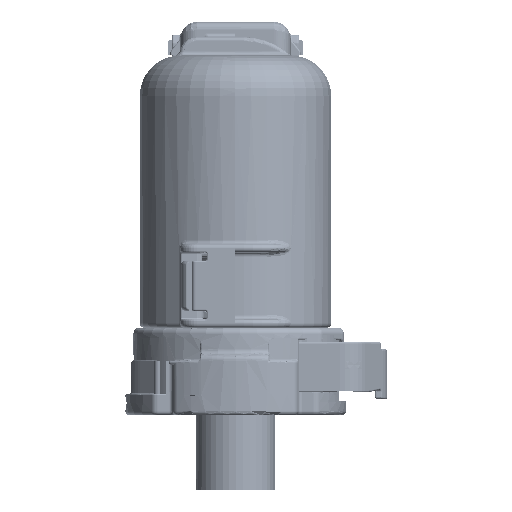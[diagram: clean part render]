
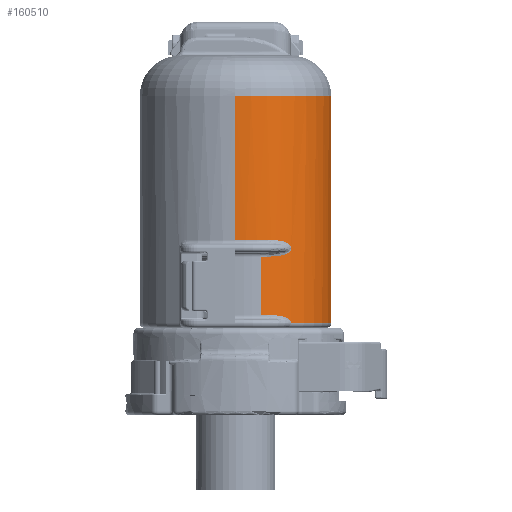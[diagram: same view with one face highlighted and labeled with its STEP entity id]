
A CAD part, left-side view. The second image highlights one B-rep face of the part: STEP entity #160510.
In plain terms, the highlighted cylindrical face has radius 11.5 mm (diameter 23 mm), a partial arc.
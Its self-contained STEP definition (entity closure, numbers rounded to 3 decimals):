
#160340=AXIS2_PLACEMENT_3D('Circle Axis2P3D',#160338,#160339,$) ;
#160385=AXIS2_PLACEMENT_3D('Cylinder Axis2P3D',#160382,#160383,#160384) ;
#160407=AXIS2_PLACEMENT_3D('Circle Axis2P3D',#160405,#160406,$) ;
#160452=AXIS2_PLACEMENT_3D('Circle Axis2P3D',#160450,#160451,$) ;
#160466=AXIS2_PLACEMENT_3D('Circle Axis2P3D',#160464,#160465,$) ;
#160492=AXIS2_PLACEMENT_3D('Circle Axis2P3D',#160490,#160491,$) ;
#154138=CARTESIAN_POINT('Vertex',(6.13,-6.992,5.6)) ;
#154166=CARTESIAN_POINT('Vertex',(6.13,-6.992,3.578)) ;
#154169=CARTESIAN_POINT('Line Origine',(6.13,-6.992,-5.455)) ;
#154345=CARTESIAN_POINT('Vertex',(6.13,-6.992,-21.6)) ;
#154359=CARTESIAN_POINT('Vertex',(6.13,-6.992,-3.578)) ;
#154362=CARTESIAN_POINT('Line Origine',(6.13,-6.992,-8.25)) ;
#160335=CARTESIAN_POINT('Vertex',(-14.5,0.,5.6)) ;
#160338=CARTESIAN_POINT('Axis2P3D Location',(-3.,0.,5.6)) ;
#160382=CARTESIAN_POINT('Axis2P3D Location',(-3.,0.,-5.8)) ;
#160388=CARTESIAN_POINT('Control Point',(6.13,-6.992,-3.578)) ;
#160389=CARTESIAN_POINT('Control Point',(5.901,-7.292,-2.885)) ;
#160390=CARTESIAN_POINT('Control Point',(5.705,-7.522,-2.149)) ;
#160391=CARTESIAN_POINT('Control Point',(5.562,-7.677,-1.374)) ;
#160392=CARTESIAN_POINT('Control Point',(5.447,-7.804,0.135)) ;
#160393=CARTESIAN_POINT('Control Point',(5.611,-7.623,1.629)) ;
#160394=CARTESIAN_POINT('Control Point',(5.748,-7.471,2.31)) ;
#160395=CARTESIAN_POINT('Control Point',(5.926,-7.259,2.961)) ;
#160396=CARTESIAN_POINT('Control Point',(6.13,-6.992,3.578)) ;
#160398=CARTESIAN_POINT('Line Origine',(-14.5,0.,-5.8)) ;
#160402=CARTESIAN_POINT('Vertex',(-14.5,0.,-11.6)) ;
#160405=CARTESIAN_POINT('Axis2P3D Location',(-3.,0.,-11.6)) ;
#160409=CARTESIAN_POINT('Vertex',(-13.865,-3.768,-11.6)) ;
#160413=CARTESIAN_POINT('Control Point',(-12.359,-6.683,-12.6)) ;
#160414=CARTESIAN_POINT('Control Point',(-12.359,-6.683,-12.495)) ;
#160415=CARTESIAN_POINT('Control Point',(-12.379,-6.655,-12.389)) ;
#160416=CARTESIAN_POINT('Control Point',(-12.416,-6.602,-12.303)) ;
#160417=CARTESIAN_POINT('Control Point',(-12.504,-6.477,-12.146)) ;
#160418=CARTESIAN_POINT('Control Point',(-12.606,-6.324,-12.033)) ;
#160419=CARTESIAN_POINT('Control Point',(-12.661,-6.239,-11.982)) ;
#160420=CARTESIAN_POINT('Control Point',(-12.805,-6.014,-11.867)) ;
#160421=CARTESIAN_POINT('Control Point',(-12.947,-5.775,-11.789)) ;
#160422=CARTESIAN_POINT('Control Point',(-13.032,-5.625,-11.75)) ;
#160423=CARTESIAN_POINT('Control Point',(-13.278,-5.176,-11.657)) ;
#160424=CARTESIAN_POINT('Control Point',(-13.499,-4.711,-11.618)) ;
#160425=CARTESIAN_POINT('Control Point',(-13.633,-4.4,-11.605)) ;
#160426=CARTESIAN_POINT('Control Point',(-13.755,-4.085,-11.6)) ;
#160427=CARTESIAN_POINT('Control Point',(-13.865,-3.768,-11.6)) ;
#160428=CARTESIAN_POINT('Vertex',(-12.359,-6.683,-12.6)) ;
#160432=CARTESIAN_POINT('Control Point',(-13.865,-3.768,-13.6)) ;
#160433=CARTESIAN_POINT('Control Point',(-13.747,-4.11,-13.6)) ;
#160434=CARTESIAN_POINT('Control Point',(-13.614,-4.448,-13.595)) ;
#160435=CARTESIAN_POINT('Control Point',(-13.469,-4.781,-13.579)) ;
#160436=CARTESIAN_POINT('Control Point',(-13.24,-5.252,-13.535)) ;
#160437=CARTESIAN_POINT('Control Point',(-12.986,-5.706,-13.429)) ;
#160438=CARTESIAN_POINT('Control Point',(-12.909,-5.839,-13.391)) ;
#160439=CARTESIAN_POINT('Control Point',(-12.764,-6.08,-13.306)) ;
#160440=CARTESIAN_POINT('Control Point',(-12.618,-6.306,-13.18)) ;
#160441=CARTESIAN_POINT('Control Point',(-12.551,-6.407,-13.111)) ;
#160442=CARTESIAN_POINT('Control Point',(-12.455,-6.548,-12.986)) ;
#160443=CARTESIAN_POINT('Control Point',(-12.386,-6.645,-12.809)) ;
#160444=CARTESIAN_POINT('Control Point',(-12.368,-6.67,-12.743)) ;
#160445=CARTESIAN_POINT('Control Point',(-12.359,-6.683,-12.672)) ;
#160446=CARTESIAN_POINT('Control Point',(-12.359,-6.683,-12.6)) ;
#160447=CARTESIAN_POINT('Vertex',(-13.865,-3.768,-13.6)) ;
#160450=CARTESIAN_POINT('Axis2P3D Location',(-3.,0.,-13.6)) ;
#160454=CARTESIAN_POINT('Vertex',(-14.074,-3.101,-13.6)) ;
#160457=CARTESIAN_POINT('Line Origine',(-14.074,-3.101,-5.8)) ;
#160461=CARTESIAN_POINT('Vertex',(-14.074,-3.101,-20.6)) ;
#160464=CARTESIAN_POINT('Axis2P3D Location',(-3.,0.,-20.6)) ;
#160468=CARTESIAN_POINT('Vertex',(-13.865,-3.768,-20.6)) ;
#160472=CARTESIAN_POINT('Control Point',(-13.865,-3.768,-20.6)) ;
#160473=CARTESIAN_POINT('Control Point',(-13.747,-4.11,-20.6)) ;
#160474=CARTESIAN_POINT('Control Point',(-13.614,-4.448,-20.605)) ;
#160475=CARTESIAN_POINT('Control Point',(-13.469,-4.781,-20.621)) ;
#160476=CARTESIAN_POINT('Control Point',(-13.24,-5.252,-20.665)) ;
#160477=CARTESIAN_POINT('Control Point',(-12.986,-5.706,-20.771)) ;
#160478=CARTESIAN_POINT('Control Point',(-12.909,-5.839,-20.809)) ;
#160479=CARTESIAN_POINT('Control Point',(-12.764,-6.08,-20.894)) ;
#160480=CARTESIAN_POINT('Control Point',(-12.618,-6.306,-21.02)) ;
#160481=CARTESIAN_POINT('Control Point',(-12.551,-6.407,-21.089)) ;
#160482=CARTESIAN_POINT('Control Point',(-12.455,-6.548,-21.214)) ;
#160483=CARTESIAN_POINT('Control Point',(-12.386,-6.645,-21.391)) ;
#160484=CARTESIAN_POINT('Control Point',(-12.368,-6.67,-21.457)) ;
#160485=CARTESIAN_POINT('Control Point',(-12.359,-6.683,-21.528)) ;
#160486=CARTESIAN_POINT('Control Point',(-12.359,-6.683,-21.6)) ;
#160487=CARTESIAN_POINT('Vertex',(-12.359,-6.683,-21.6)) ;
#160490=CARTESIAN_POINT('Axis2P3D Location',(-3.,0.,-21.6)) ;
#154170=DIRECTION('Vector Direction',(0.,0.,1.)) ;
#154363=DIRECTION('Vector Direction',(0.,0.,-1.)) ;
#160339=DIRECTION('Axis2P3D Direction',(0.,0.,-1.)) ;
#160383=DIRECTION('Axis2P3D Direction',(0.,0.,1.)) ;
#160384=DIRECTION('Axis2P3D XDirection',(-1.,0.,0.)) ;
#160399=DIRECTION('Vector Direction',(0.,0.,1.)) ;
#160406=DIRECTION('Axis2P3D Direction',(0.,0.,1.)) ;
#160451=DIRECTION('Axis2P3D Direction',(0.,0.,1.)) ;
#160458=DIRECTION('Vector Direction',(0.,0.,1.)) ;
#160465=DIRECTION('Axis2P3D Direction',(0.,0.,1.)) ;
#160491=DIRECTION('Axis2P3D Direction',(0.,0.,1.)) ;
#154171=VECTOR('Line Direction',#154170,1.) ;
#154364=VECTOR('Line Direction',#154363,1.) ;
#160400=VECTOR('Line Direction',#160399,1.) ;
#160459=VECTOR('Line Direction',#160458,1.) ;
#160496=ORIENTED_EDGE('',*,*,#154366,.F.) ;
#160497=ORIENTED_EDGE('',*,*,#160397,.F.) ;
#160498=ORIENTED_EDGE('',*,*,#154173,.T.) ;
#160499=ORIENTED_EDGE('',*,*,#160342,.F.) ;
#160500=ORIENTED_EDGE('',*,*,#160404,.F.) ;
#160501=ORIENTED_EDGE('',*,*,#160411,.T.) ;
#160502=ORIENTED_EDGE('',*,*,#160430,.T.) ;
#160503=ORIENTED_EDGE('',*,*,#160449,.T.) ;
#160504=ORIENTED_EDGE('',*,*,#160456,.T.) ;
#160505=ORIENTED_EDGE('',*,*,#160463,.F.) ;
#160506=ORIENTED_EDGE('',*,*,#160470,.F.) ;
#160507=ORIENTED_EDGE('',*,*,#160489,.F.) ;
#160508=ORIENTED_EDGE('',*,*,#160494,.T.) ;
#160510=ADVANCED_FACE('SV241 cap top',(#160509),#160386,.T.) ;
#160387=B_SPLINE_CURVE_WITH_KNOTS('',5,(#160388,#160389,#160390,#160391,#160392,#160393,#160394,#160395,#160396),.UNSPECIFIED.,.F.,.U.,(6,3,6),(0.,5.617,10.617),.UNSPECIFIED.) ;
#160412=B_SPLINE_CURVE_WITH_KNOTS('',5,(#160413,#160414,#160415,#160416,#160417,#160418,#160419,#160420,#160421,#160422,#160423,#160424,#160425,#160426,#160427),.UNSPECIFIED.,.F.,.U.,(6,3,3,3,6),(0.,0.686,1.472,2.718,5.182),.UNSPECIFIED.) ;
#160431=B_SPLINE_CURVE_WITH_KNOTS('',5,(#160432,#160433,#160434,#160435,#160436,#160437,#160438,#160439,#160440,#160441,#160442,#160443,#160444,#160445,#160446),.UNSPECIFIED.,.F.,.U.,(6,3,3,3,6),(0.,2.654,3.772,4.72,5.188),.UNSPECIFIED.) ;
#160471=B_SPLINE_CURVE_WITH_KNOTS('',5,(#160472,#160473,#160474,#160475,#160476,#160477,#160478,#160479,#160480,#160481,#160482,#160483,#160484,#160485,#160486),.UNSPECIFIED.,.F.,.U.,(6,3,3,3,6),(0.,2.654,3.772,4.72,5.188),.UNSPECIFIED.) ;
#160341=CIRCLE('generated circle',#160340,11.5) ;
#160408=CIRCLE('generated circle',#160407,11.5) ;
#160453=CIRCLE('generated circle',#160452,11.5) ;
#160467=CIRCLE('generated circle',#160466,11.5) ;
#160493=CIRCLE('generated circle',#160492,11.5) ;
#160386=CYLINDRICAL_SURFACE('generated cylinder',#160385,11.5) ;
#154173=EDGE_CURVE('',#154167,#154139,#154172,.T.) ;
#154366=EDGE_CURVE('',#154360,#154346,#154365,.T.) ;
#160342=EDGE_CURVE('',#160336,#154139,#160341,.F.) ;
#160397=EDGE_CURVE('',#154167,#154360,#160387,.F.) ;
#160404=EDGE_CURVE('',#160403,#160336,#160401,.T.) ;
#160411=EDGE_CURVE('',#160403,#160410,#160408,.T.) ;
#160430=EDGE_CURVE('',#160410,#160429,#160412,.F.) ;
#160449=EDGE_CURVE('',#160429,#160448,#160431,.F.) ;
#160456=EDGE_CURVE('',#160448,#160455,#160453,.F.) ;
#160463=EDGE_CURVE('',#160462,#160455,#160460,.T.) ;
#160470=EDGE_CURVE('',#160469,#160462,#160467,.F.) ;
#160489=EDGE_CURVE('',#160488,#160469,#160471,.F.) ;
#160494=EDGE_CURVE('',#160488,#154346,#160493,.T.) ;
#160495=EDGE_LOOP('',(#160496,#160497,#160498,#160499,#160500,#160501,#160502,#160503,#160504,#160505,#160506,#160507,#160508)) ;
#160509=FACE_OUTER_BOUND('',#160495,.T.) ;
#154172=LINE('Line',#154169,#154171) ;
#154365=LINE('Line',#154362,#154364) ;
#160401=LINE('Line',#160398,#160400) ;
#160460=LINE('Line',#160457,#160459) ;
#154139=VERTEX_POINT('',#154138) ;
#154167=VERTEX_POINT('',#154166) ;
#154346=VERTEX_POINT('',#154345) ;
#154360=VERTEX_POINT('',#154359) ;
#160336=VERTEX_POINT('',#160335) ;
#160403=VERTEX_POINT('',#160402) ;
#160410=VERTEX_POINT('',#160409) ;
#160429=VERTEX_POINT('',#160428) ;
#160448=VERTEX_POINT('',#160447) ;
#160455=VERTEX_POINT('',#160454) ;
#160462=VERTEX_POINT('',#160461) ;
#160469=VERTEX_POINT('',#160468) ;
#160488=VERTEX_POINT('',#160487) ;
